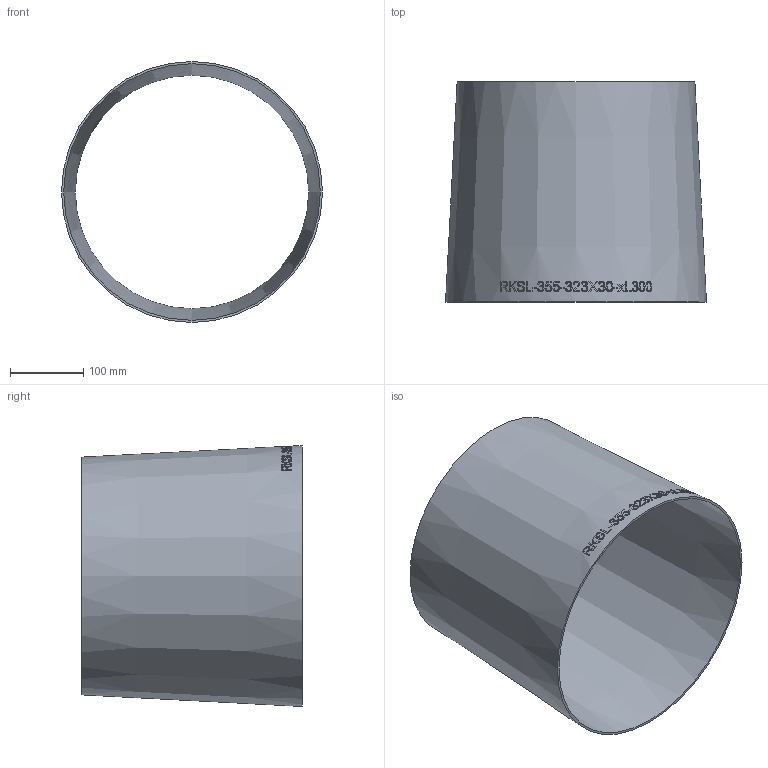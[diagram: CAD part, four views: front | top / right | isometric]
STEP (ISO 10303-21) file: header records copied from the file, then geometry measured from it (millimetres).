
FILE_DESCRIPTION (( 'STEP AP214' ), '1' );
FILE_NAME ('RKSL-355-323X30-xL300 Reduzierung Sonderlänge 2007.STEP', '2020-07-24T10:45:53', ( '' ), ( '' ), 'SwSTEP 2.0', 'SolidWorks 2019', '' );
FILE_SCHEMA (( 'AUTOMOTIVE_DESIGN' ));
Length unit declared in the file: millimetre
Products named in the file (1): RKSL-355-323X30-xL300 Reduzierung Sonderlänge 2007
Bounding box: 355.6 x 300 x 355.6 mm (x, y, z)
Volume: 949475.7 mm3; surface area: 641972.5 mm2
Topology: 1 solids, 1 shells, 291 faces, 792 edges, 528 vertices
Faces by surface type: bspline 262, cone 27, plane 2
Entity records: 60185 total; most frequent: CARTESIAN_POINT 52022, ORIENTED_EDGE 1580, EDGE_CURVE 790, B_SPLINE_CURVE_WITH_KNOTS 786, VERTEX_POINT 528, EDGE_LOOP 320, ADVANCED_FACE 291, FACE_OUTER_BOUND 291
